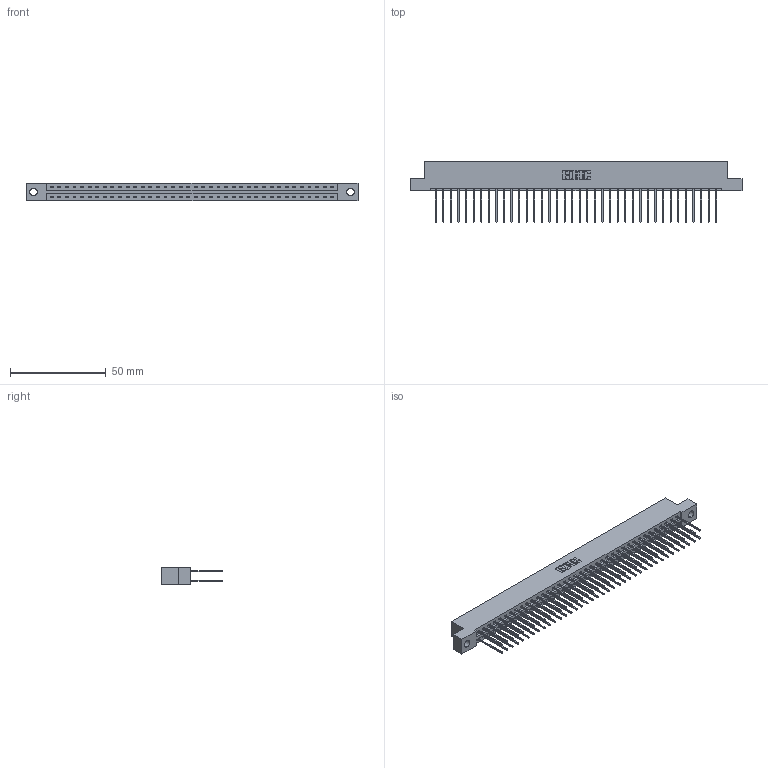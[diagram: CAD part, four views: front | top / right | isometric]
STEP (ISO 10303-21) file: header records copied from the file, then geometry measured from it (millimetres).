
FILE_DESCRIPTION (( 'STEP AP203' ), '1' );
FILE_NAME ('337-076-542-204.STEP', '2019-10-10T10:44:02', ( '' ), ( '' ), 'SwSTEP 2.0', 'SolidWorks 2016', '' );
FILE_SCHEMA (( 'CONFIG_CONTROL_DESIGN' ));
Length unit declared in the file: inch
Products named in the file (3): 337-076-542-204; 337 Part_Flush Mounting Lugs - 0.156 Dia-TH; 345-292-001_345-293-142
Assembly tree (77 placements, depth 2):
  337-076-542-204
    337 Part_Flush Mounting Lugs - 0.156 Dia-TH
    345-292-001_345-293-142  x76
Bounding box: 173.58 x 31.63 x 9.4 mm (x, y, z)
Volume: 18506.8 mm3; surface area: 22446.7 mm2
Topology: 77 solids, 77 shells, 4218 faces, 12547 edges, 8262 vertices
Faces by surface type: plane 2958, cylinder 1260
Entity records: 30001 total; most frequent: CARTESIAN_POINT 5058, ORIENTED_EDGE 4994, DIRECTION 4309, EDGE_CURVE 2497, VECTOR 2369, LINE 2369, VERTEX_POINT 1662, AXIS2_PLACEMENT_3D 970
